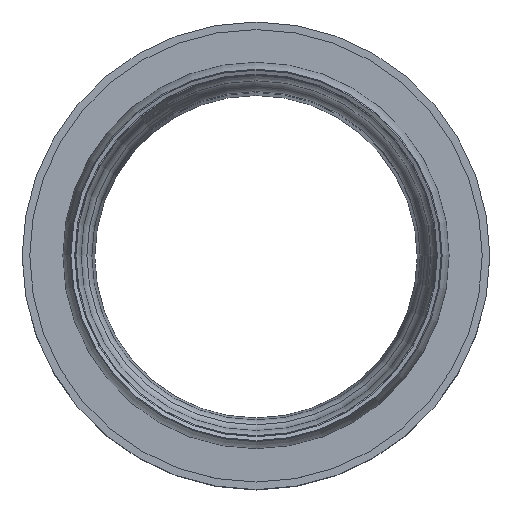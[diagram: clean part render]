
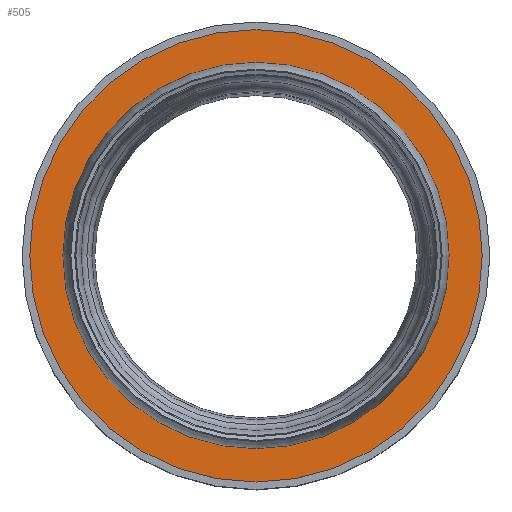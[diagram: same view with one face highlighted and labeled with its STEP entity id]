
A CAD part, top view. The second image highlights one B-rep face of the part: STEP entity #505.
In plain terms, the highlighted planar face has unit normal (0, 0, 1).
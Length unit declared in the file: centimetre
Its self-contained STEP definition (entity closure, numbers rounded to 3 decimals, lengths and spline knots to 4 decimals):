
#22=FACE_BOUND('',#146,.T.);
#26=PLANE('',#597);
#111=FACE_OUTER_BOUND('',#145,.T.);
#145=EDGE_LOOP('',(#462));
#146=EDGE_LOOP('',(#463));
#200=CIRCLE('',#592,106.);
#202=CIRCLE('',#596,80.5);
#245=VERTEX_POINT('',#934);
#247=VERTEX_POINT('',#941);
#316=EDGE_CURVE('',#245,#245,#200,.T.);
#319=EDGE_CURVE('',#247,#247,#202,.T.);
#462=ORIENTED_EDGE('',*,*,#316,.F.);
#463=ORIENTED_EDGE('',*,*,#319,.T.);
#505=ADVANCED_FACE('',(#111,#22),#26,.T.);
#592=AXIS2_PLACEMENT_3D('',#936,#780,#781);
#596=AXIS2_PLACEMENT_3D('',#943,#789,#790);
#597=AXIS2_PLACEMENT_3D('',#944,#791,#792);
#780=DIRECTION('center_axis',(0.,0.,-1.));
#781=DIRECTION('ref_axis',(1.,0.,0.));
#789=DIRECTION('center_axis',(0.,0.,-1.));
#790=DIRECTION('ref_axis',(1.,0.,0.));
#791=DIRECTION('center_axis',(0.,0.,1.));
#792=DIRECTION('ref_axis',(0.,-1.,0.));
#934=CARTESIAN_POINT('',(595.5113,155.0351,17.6316));
#936=CARTESIAN_POINT('Origin',(701.5113,155.0351,17.6316));
#941=CARTESIAN_POINT('',(621.0113,155.0351,17.6316));
#943=CARTESIAN_POINT('Origin',(701.5113,155.0351,17.6316));
#944=CARTESIAN_POINT('Origin',(807.5113,155.0351,17.6316));
